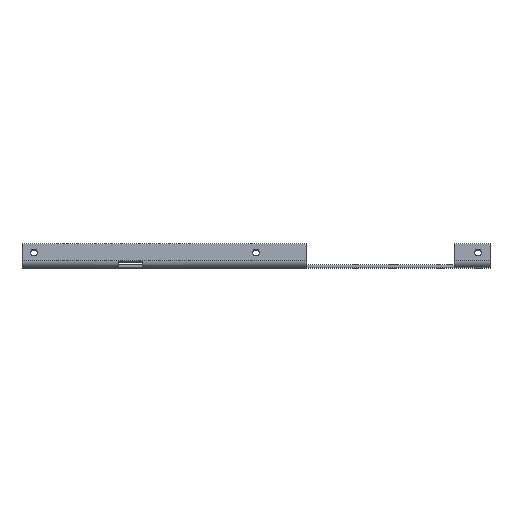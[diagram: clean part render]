
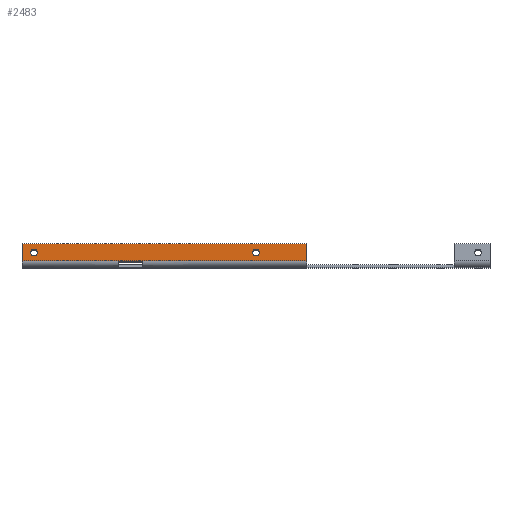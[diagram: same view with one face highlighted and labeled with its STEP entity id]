
A CAD part, top view. The second image highlights one B-rep face of the part: STEP entity #2483.
In plain terms, the highlighted planar face has unit normal (0, 0, 1).
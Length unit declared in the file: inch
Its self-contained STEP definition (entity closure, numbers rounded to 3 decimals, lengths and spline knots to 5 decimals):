
#119=FACE_BOUND('',#452,.T.);
#120=FACE_BOUND('',#453,.T.);
#215=PLANE('',#2666);
#281=FACE_OUTER_BOUND('',#451,.T.);
#451=EDGE_LOOP('',(#1913,#1914,#1915,#1916));
#452=EDGE_LOOP('',(#1917));
#453=EDGE_LOOP('',(#1918));
#658=LINE('',#3483,#858);
#731=LINE('',#3787,#931);
#735=LINE('',#3798,#935);
#736=LINE('',#3799,#936);
#858=VECTOR('',#2838,0.715);
#931=VECTOR('',#3031,11.875);
#935=VECTOR('',#3041,0.715);
#936=VECTOR('',#3042,11.875);
#1106=CIRCLE('',#2667,0.1405);
#1107=CIRCLE('',#2668,0.1405);
#1168=VERTEX_POINT('',#3480);
#1169=VERTEX_POINT('',#3482);
#1288=VERTEX_POINT('',#3785);
#1292=VERTEX_POINT('',#3797);
#1293=VERTEX_POINT('',#3800);
#1294=VERTEX_POINT('',#3802);
#1417=EDGE_CURVE('',#1168,#1169,#658,.T.);
#1547=EDGE_CURVE('',#1288,#1168,#731,.T.);
#1552=EDGE_CURVE('',#1288,#1292,#735,.T.);
#1553=EDGE_CURVE('',#1169,#1292,#736,.T.);
#1554=EDGE_CURVE('',#1293,#1293,#1106,.T.);
#1555=EDGE_CURVE('',#1294,#1294,#1107,.T.);
#1913=ORIENTED_EDGE('',*,*,#1547,.F.);
#1914=ORIENTED_EDGE('',*,*,#1552,.T.);
#1915=ORIENTED_EDGE('',*,*,#1553,.F.);
#1916=ORIENTED_EDGE('',*,*,#1417,.F.);
#1917=ORIENTED_EDGE('',*,*,#1554,.T.);
#1918=ORIENTED_EDGE('',*,*,#1555,.T.);
#2483=ADVANCED_FACE('',(#281,#119,#120),#215,.T.);
#2666=AXIS2_PLACEMENT_3D('',#3796,#3039,#3040);
#2667=AXIS2_PLACEMENT_3D('',#3801,#3043,#3044);
#2668=AXIS2_PLACEMENT_3D('',#3803,#3045,#3046);
#2838=DIRECTION('',(0.,1.,0.));
#3031=DIRECTION('',(-1.,0.,0.));
#3039=DIRECTION('center_axis',(0.,0.,1.));
#3040=DIRECTION('ref_axis',(1.,0.,0.));
#3041=DIRECTION('',(0.,1.,0.));
#3042=DIRECTION('',(1.,0.,0.));
#3043=DIRECTION('center_axis',(0.,0.,-1.));
#3044=DIRECTION('ref_axis',(1.,0.,0.));
#3045=DIRECTION('center_axis',(0.,0.,-1.));
#3046=DIRECTION('ref_axis',(1.,0.,0.));
#3480=CARTESIAN_POINT('',(-19.5,0.285,0.));
#3482=CARTESIAN_POINT('',(-19.5,1.,0.));
#3483=CARTESIAN_POINT('',(-19.5,0.,0.));
#3785=CARTESIAN_POINT('',(-7.625,0.285,0.));
#3787=CARTESIAN_POINT('',(-14.625,0.285,0.));
#3796=CARTESIAN_POINT('Origin',(-19.5,0.,0.));
#3797=CARTESIAN_POINT('',(-7.625,1.,0.));
#3798=CARTESIAN_POINT('',(-7.625,0.11328,0.));
#3799=CARTESIAN_POINT('',(-19.5,1.,0.));
#3800=CARTESIAN_POINT('',(-19.1405,0.625,0.));
#3801=CARTESIAN_POINT('Origin',(-19.,0.625,0.));
#3802=CARTESIAN_POINT('',(-9.8905,0.625,0.));
#3803=CARTESIAN_POINT('Origin',(-9.75,0.625,0.));
